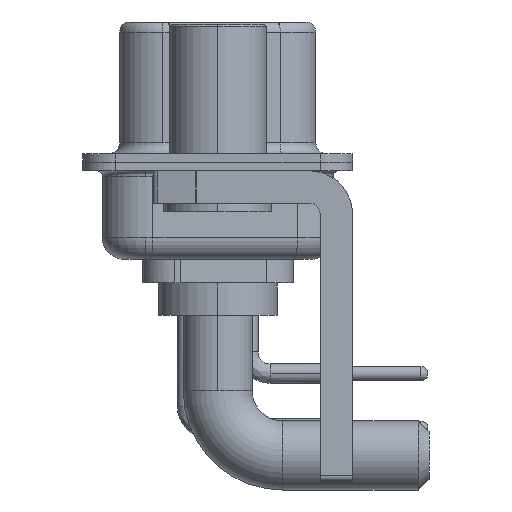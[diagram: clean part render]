
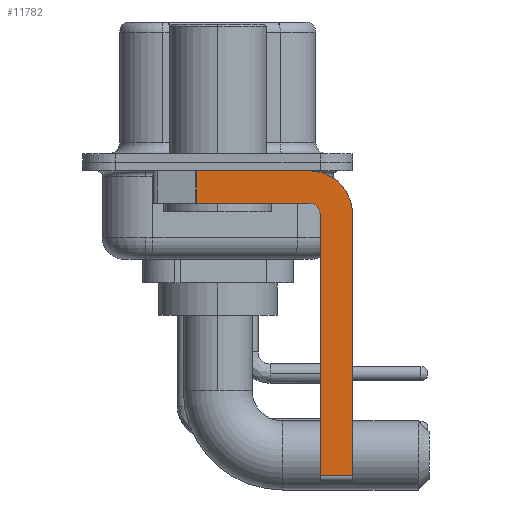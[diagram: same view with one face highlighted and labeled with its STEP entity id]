
A CAD part, left-side view. The second image highlights one B-rep face of the part: STEP entity #11782.
In plain terms, the highlighted planar face has unit normal (-1, 0, 0).
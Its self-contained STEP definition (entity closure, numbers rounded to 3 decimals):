
#467 = ORIENTED_EDGE ( 'NONE', *, *, #10248, .F. ) ;
#470 = VERTEX_POINT ( 'NONE', #23420 ) ;
#1065 = CARTESIAN_POINT ( 'NONE',  ( -2.9, -4.75, -14.55 ) ) ;
#1200 = ORIENTED_EDGE ( 'NONE', *, *, #13897, .F. ) ;
#1347 = LINE ( 'NONE', #17463, #9098 ) ;
#2026 = CARTESIAN_POINT ( 'NONE',  ( -2.9, -6.25, -2.4 ) ) ;
#2817 = EDGE_CURVE ( 'NONE', #5808, #13176, #1347, .T. ) ;
#2909 = CARTESIAN_POINT ( 'NONE',  ( -2.9, -4.25, -14.55 ) ) ;
#2995 = EDGE_CURVE ( 'NONE', #13176, #15512, #17328, .T. ) ;
#3050 = ORIENTED_EDGE ( 'NONE', *, *, #7328, .T. ) ;
#3281 = VERTEX_POINT ( 'NONE', #11820 ) ;
#3937 = LINE ( 'NONE', #2026, #8917 ) ;
#4678 = CARTESIAN_POINT ( 'NONE',  ( -2.9, -4.75, -2.4 ) ) ;
#4943 = VECTOR ( 'NONE', #26743, 1000. ) ;
#5483 = VECTOR ( 'NONE', #6371, 1000. ) ;
#5530 = DIRECTION ( 'NONE',  ( 0., 0., -1. ) ) ;
#5761 = EDGE_CURVE ( 'NONE', #470, #18384, #23126, .T. ) ;
#5808 = VERTEX_POINT ( 'NONE', #1065 ) ;
#6371 = DIRECTION ( 'NONE',  ( 0., -1., 0. ) ) ;
#7269 = EDGE_CURVE ( 'NONE', #18384, #26817, #3937, .T. ) ;
#7295 = VECTOR ( 'NONE', #13485, 1000. ) ;
#7328 = EDGE_CURVE ( 'NONE', #11949, #3281, #12374, .T. ) ;
#7443 = FACE_OUTER_BOUND ( 'NONE', #13921, .T. ) ;
#7566 = DIRECTION ( 'NONE',  ( 1., 0., 0. ) ) ;
#8649 = ORIENTED_EDGE ( 'NONE', *, *, #2817, .F. ) ;
#8917 = VECTOR ( 'NONE', #16339, 1000. ) ;
#9009 = ORIENTED_EDGE ( 'NONE', *, *, #12713, .T. ) ;
#9098 = VECTOR ( 'NONE', #25801, 1000. ) ;
#9189 = ORIENTED_EDGE ( 'NONE', *, *, #2995, .F. ) ;
#9526 = DIRECTION ( 'NONE',  ( 1., 0., 0. ) ) ;
#9624 = PLANE ( 'NONE',  #11980 ) ;
#9902 = AXIS2_PLACEMENT_3D ( 'NONE', #17039, #21128, #22918 ) ;
#10248 = EDGE_CURVE ( 'NONE', #15512, #3281, #21894, .T. ) ;
#11330 = AXIS2_PLACEMENT_3D ( 'NONE', #20895, #9526, #15803 ) ;
#11782 = ADVANCED_FACE ( 'NONE', ( #7443 ), #9624, .F. ) ;
#11820 = CARTESIAN_POINT ( 'NONE',  ( -2.9, 0.978, -1.9 ) ) ;
#11949 = VERTEX_POINT ( 'NONE', #16095 ) ;
#11980 = AXIS2_PLACEMENT_3D ( 'NONE', #17953, #7566, #5530 ) ;
#12374 = LINE ( 'NONE', #18130, #4943 ) ;
#12713 = EDGE_CURVE ( 'NONE', #5808, #26817, #16743, .T. ) ;
#13176 = VERTEX_POINT ( 'NONE', #4678 ) ;
#13448 = ORIENTED_EDGE ( 'NONE', *, *, #7269, .F. ) ;
#13454 = CARTESIAN_POINT ( 'NONE',  ( -2.9, -4.25, -1.9 ) ) ;
#13485 = DIRECTION ( 'NONE',  ( 0., -1., 0. ) ) ;
#13811 = DIRECTION ( 'NONE',  ( 0., 1., 0. ) ) ;
#13897 = EDGE_CURVE ( 'NONE', #11949, #470, #17718, .T. ) ;
#13921 = EDGE_LOOP ( 'NONE', ( #1200, #3050, #467, #9189, #8649, #9009, #13448, #18950 ) ) ;
#14024 = VECTOR ( 'NONE', #13811, 1000. ) ;
#15512 = VERTEX_POINT ( 'NONE', #13454 ) ;
#15803 = DIRECTION ( 'NONE',  ( 0., 0., -1. ) ) ;
#16095 = CARTESIAN_POINT ( 'NONE',  ( -2.9, 0.978, -0.4 ) ) ;
#16339 = DIRECTION ( 'NONE',  ( 0., 0., -1. ) ) ;
#16743 = LINE ( 'NONE', #2909, #5483 ) ;
#17039 = CARTESIAN_POINT ( 'NONE',  ( -2.9, -4.25, -2.4 ) ) ;
#17328 = CIRCLE ( 'NONE', #9902, 0.5 ) ;
#17463 = CARTESIAN_POINT ( 'NONE',  ( -2.9, -4.75, -14.8 ) ) ;
#17718 = LINE ( 'NONE', #22235, #7295 ) ;
#17953 = CARTESIAN_POINT ( 'NONE',  ( -2.9, -4.25, -2.4 ) ) ;
#18130 = CARTESIAN_POINT ( 'NONE',  ( -2.9, 0.978, -1.9 ) ) ;
#18384 = VERTEX_POINT ( 'NONE', #20289 ) ;
#18950 = ORIENTED_EDGE ( 'NONE', *, *, #5761, .F. ) ;
#20289 = CARTESIAN_POINT ( 'NONE',  ( -2.9, -6.25, -2.4 ) ) ;
#20458 = CARTESIAN_POINT ( 'NONE',  ( -2.9, -6.25, -14.55 ) ) ;
#20895 = CARTESIAN_POINT ( 'NONE',  ( -2.9, -4.25, -2.4 ) ) ;
#21128 = DIRECTION ( 'NONE',  ( -1., 0., 0. ) ) ;
#21894 = LINE ( 'NONE', #23795, #14024 ) ;
#22235 = CARTESIAN_POINT ( 'NONE',  ( -2.9, 3., -0.4 ) ) ;
#22918 = DIRECTION ( 'NONE',  ( 0., 0., 1. ) ) ;
#23126 = CIRCLE ( 'NONE', #11330, 2. ) ;
#23420 = CARTESIAN_POINT ( 'NONE',  ( -2.9, -4.25, -0.4 ) ) ;
#23795 = CARTESIAN_POINT ( 'NONE',  ( -2.9, -4.25, -1.9 ) ) ;
#25801 = DIRECTION ( 'NONE',  ( 0., 0., 1. ) ) ;
#26743 = DIRECTION ( 'NONE',  ( 0., 0., -1. ) ) ;
#26817 = VERTEX_POINT ( 'NONE', #20458 ) ;
